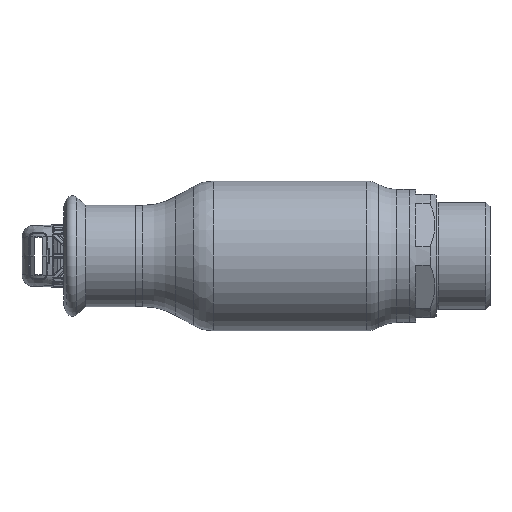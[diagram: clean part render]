
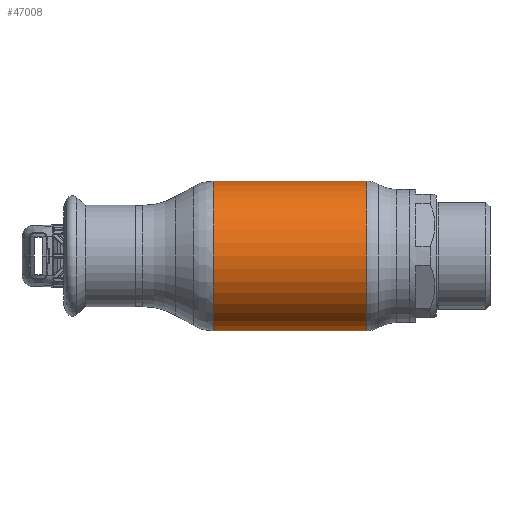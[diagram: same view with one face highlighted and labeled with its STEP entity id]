
A CAD part, front view. The second image highlights one B-rep face of the part: STEP entity #47008.
In plain terms, the highlighted cylindrical face has radius 33.34 mm (diameter 66.68 mm), a partial arc.
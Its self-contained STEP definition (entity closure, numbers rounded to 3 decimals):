
#1866 = DIRECTION ( 'NONE',  ( -1., 0., 0. ) ) ;
#2242 = VERTEX_POINT ( 'NONE', #49640 ) ;
#3058 = DIRECTION ( 'NONE',  ( -1., 0., 0. ) ) ;
#6427 = CYLINDRICAL_SURFACE ( 'NONE', #8241, 33.34 ) ;
#7845 = CARTESIAN_POINT ( 'NONE',  ( -34.177, 0., 0. ) ) ;
#8241 = AXIS2_PLACEMENT_3D ( 'NONE', #9721, #43906, #64272 ) ;
#8305 = CARTESIAN_POINT ( 'NONE',  ( -34.177, 0., -33.34 ) ) ;
#8503 = DIRECTION ( 'NONE',  ( 0., 0., 1. ) ) ;
#8859 = ORIENTED_EDGE ( 'NONE', *, *, #56234, .T. ) ;
#9721 = CARTESIAN_POINT ( 'NONE',  ( -62.69, 0., 0. ) ) ;
#10979 = CARTESIAN_POINT ( 'NONE',  ( 34.177, 0., 0. ) ) ;
#12283 = LINE ( 'NONE', #38394, #49924 ) ;
#15444 = ORIENTED_EDGE ( 'NONE', *, *, #28806, .F. ) ;
#18521 = DIRECTION ( 'NONE',  ( -1., 0., 0. ) ) ;
#20245 = EDGE_CURVE ( 'NONE', #53144, #2242, #12283, .T. ) ;
#22416 = EDGE_CURVE ( 'NONE', #63559, #2242, #54335, .T. ) ;
#26040 = FACE_OUTER_BOUND ( 'NONE', #40796, .T. ) ;
#26848 = CARTESIAN_POINT ( 'NONE',  ( -62.69, 0., -33.34 ) ) ;
#27294 = ORIENTED_EDGE ( 'NONE', *, *, #20245, .T. ) ;
#28084 = AXIS2_PLACEMENT_3D ( 'NONE', #10979, #36168, #40738 ) ;
#28806 = EDGE_CURVE ( 'NONE', #54643, #63559, #31093, .T. ) ;
#31093 = LINE ( 'NONE', #26848, #45195 ) ;
#33107 = AXIS2_PLACEMENT_3D ( 'NONE', #7845, #3058, #8503 ) ;
#36168 = DIRECTION ( 'NONE',  ( -1., 0., 0. ) ) ;
#38394 = CARTESIAN_POINT ( 'NONE',  ( -62.69, 0., 33.34 ) ) ;
#39551 = CARTESIAN_POINT ( 'NONE',  ( 34.177, 0., 33.34 ) ) ;
#40643 = CARTESIAN_POINT ( 'NONE',  ( 34.177, 0., -33.34 ) ) ;
#40738 = DIRECTION ( 'NONE',  ( 0., 0., 1. ) ) ;
#40796 = EDGE_LOOP ( 'NONE', ( #15444, #8859, #27294, #62833 ) ) ;
#43906 = DIRECTION ( 'NONE',  ( -1., 0., 0. ) ) ;
#45195 = VECTOR ( 'NONE', #1866, 1000. ) ;
#47008 = ADVANCED_FACE ( 'NONE', ( #26040 ), #6427, .T. ) ;
#49640 = CARTESIAN_POINT ( 'NONE',  ( -34.177, 0., 33.34 ) ) ;
#49924 = VECTOR ( 'NONE', #18521, 1000. ) ;
#50554 = CIRCLE ( 'NONE', #28084, 33.34 ) ;
#53144 = VERTEX_POINT ( 'NONE', #39551 ) ;
#54335 = CIRCLE ( 'NONE', #33107, 33.34 ) ;
#54643 = VERTEX_POINT ( 'NONE', #40643 ) ;
#56234 = EDGE_CURVE ( 'NONE', #54643, #53144, #50554, .T. ) ;
#62833 = ORIENTED_EDGE ( 'NONE', *, *, #22416, .F. ) ;
#63559 = VERTEX_POINT ( 'NONE', #8305 ) ;
#64272 = DIRECTION ( 'NONE',  ( 0., 0., 1. ) ) ;
